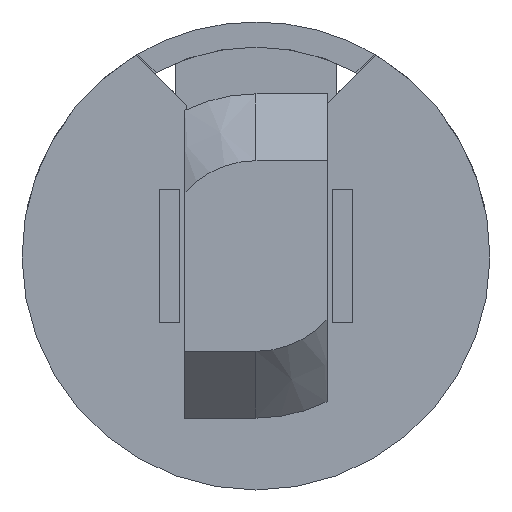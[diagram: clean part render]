
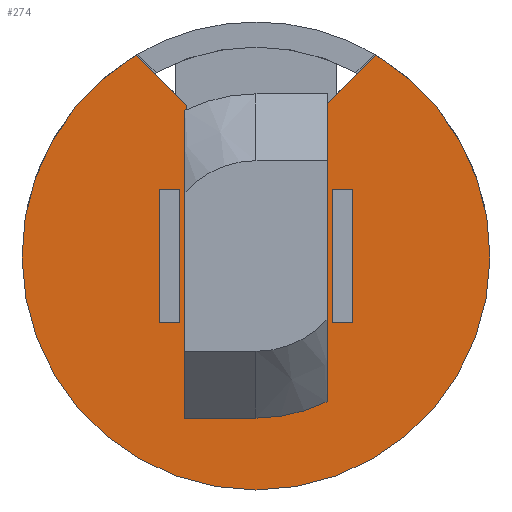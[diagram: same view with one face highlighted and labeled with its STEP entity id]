
A CAD part, left-side view. The second image highlights one B-rep face of the part: STEP entity #274.
In plain terms, the highlighted planar face has unit normal (-1, 0, 0).
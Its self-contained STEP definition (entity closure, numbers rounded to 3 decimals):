
#274=ADVANCED_FACE('NONE',(#636,#637,#638),#639,.F.);
#636=FACE_OUTER_BOUND('',#1088,.T.);
#637=FACE_BOUND('',#1089,.T.);
#638=FACE_BOUND('',#1090,.T.);
#639=PLANE('',#1091);
#1088=EDGE_LOOP('',(#1886,#1887,#1888,#1889,#1890,#1891,#1892,#1893));
#1089=EDGE_LOOP('',(#1894,#1895,#1896,#1897));
#1090=EDGE_LOOP('',(#1898,#1899,#1900,#1901));
#1091=AXIS2_PLACEMENT_3D('',#1902,#1903,#1904);
#1886=ORIENTED_EDGE('',*,*,#2870,.F.);
#1887=ORIENTED_EDGE('',*,*,#2963,.F.);
#1888=ORIENTED_EDGE('',*,*,#2845,.F.);
#1889=ORIENTED_EDGE('',*,*,#3016,.F.);
#1890=ORIENTED_EDGE('',*,*,#2859,.F.);
#1891=ORIENTED_EDGE('',*,*,#2852,.F.);
#1892=ORIENTED_EDGE('',*,*,#3012,.F.);
#1893=ORIENTED_EDGE('',*,*,#2968,.F.);
#1894=ORIENTED_EDGE('',*,*,#2991,.F.);
#1895=ORIENTED_EDGE('',*,*,#2988,.F.);
#1896=ORIENTED_EDGE('',*,*,#2985,.F.);
#1897=ORIENTED_EDGE('',*,*,#2994,.F.);
#1898=ORIENTED_EDGE('',*,*,#2979,.F.);
#1899=ORIENTED_EDGE('',*,*,#2976,.F.);
#1900=ORIENTED_EDGE('',*,*,#2973,.F.);
#1901=ORIENTED_EDGE('',*,*,#2982,.F.);
#1902=CARTESIAN_POINT('',(0.0,0.,0.365));
#1903=DIRECTION('',(1.0,0.,0.));
#1904=DIRECTION('',(0.0,1.0,0.));
#2845=EDGE_CURVE('NONE',#3462,#3464,#3465,.T.);
#2852=EDGE_CURVE('NONE',#3475,#3477,#3478,.T.);
#2859=EDGE_CURVE('NONE',#3477,#3488,#3489,.T.);
#2870=EDGE_CURVE('NONE',#3505,#3506,#3507,.T.);
#2963=EDGE_CURVE('NONE',#3464,#3505,#3642,.T.);
#2968=EDGE_CURVE('NONE',#3506,#3648,#3649,.T.);
#2973=EDGE_CURVE('NONE',#3654,#3656,#3657,.T.);
#2976=EDGE_CURVE('NONE',#3656,#3660,#3661,.T.);
#2979=EDGE_CURVE('NONE',#3660,#3664,#3665,.T.);
#2982=EDGE_CURVE('NONE',#3664,#3654,#3668,.T.);
#2985=EDGE_CURVE('NONE',#3670,#3672,#3673,.T.);
#2988=EDGE_CURVE('NONE',#3672,#3676,#3677,.T.);
#2991=EDGE_CURVE('NONE',#3676,#3680,#3681,.T.);
#2994=EDGE_CURVE('NONE',#3680,#3670,#3684,.T.);
#3012=EDGE_CURVE('NONE',#3648,#3475,#3707,.T.);
#3016=EDGE_CURVE('NONE',#3488,#3462,#3712,.T.);
#3462=VERTEX_POINT('NONE',#4324);
#3464=VERTEX_POINT('NONE',#4327);
#3465=LINE('',#4328,#4329);
#3475=VERTEX_POINT('NONE',#4343);
#3477=VERTEX_POINT('NONE',#4346);
#3478=LINE('',#4347,#4348);
#3488=VERTEX_POINT('NONE',#4363);
#3489=CIRCLE('',#4364,14.);
#3505=VERTEX_POINT('NONE',#4383);
#3506=VERTEX_POINT('NONE',#4384);
#3507=CIRCLE('',#4385,4.15);
#3642=LINE('',#4575,#4576);
#3648=VERTEX_POINT('NONE',#4585);
#3649=CIRCLE('',#4586,4.15);
#3654=VERTEX_POINT('NONE',#4592);
#3656=VERTEX_POINT('NONE',#4595);
#3657=LINE('',#4596,#4597);
#3660=VERTEX_POINT('NONE',#4601);
#3661=LINE('',#4602,#4603);
#3664=VERTEX_POINT('NONE',#4607);
#3665=LINE('',#4608,#4609);
#3668=LINE('',#4613,#4614);
#3670=VERTEX_POINT('NONE',#4616);
#3672=VERTEX_POINT('NONE',#4619);
#3673=LINE('',#4620,#4621);
#3676=VERTEX_POINT('NONE',#4625);
#3677=LINE('',#4626,#4627);
#3680=VERTEX_POINT('NONE',#4631);
#3681=LINE('',#4632,#4633);
#3684=LINE('',#4637,#4638);
#3707=LINE('',#4667,#4668);
#3712=CIRCLE('',#4675,14.);
#4324=CARTESIAN_POINT('',(0.,7.173,12.023));
#4327=CARTESIAN_POINT('',(0.,4.15,9.));
#4328=CARTESIAN_POINT('',(0.,7.173,12.023));
#4329=VECTOR('',#5410,1000.0);
#4343=CARTESIAN_POINT('',(0.,-4.15,9.));
#4346=CARTESIAN_POINT('',(0.,-7.173,12.023));
#4347=CARTESIAN_POINT('',(0.,-7.173,12.023));
#4348=VECTOR('',#5416,1000.0);
#4363=CARTESIAN_POINT('',(0.,0.,-14.));
#4364=AXIS2_PLACEMENT_3D('',#5422,#5423,#5424);
#4383=CARTESIAN_POINT('',(0.,4.15,0.));
#4384=CARTESIAN_POINT('',(0.,0.0,-4.15));
#4385=AXIS2_PLACEMENT_3D('',#5443,#5444,#5445);
#4575=CARTESIAN_POINT('',(0.,4.15,0.365));
#4576=VECTOR('',#5537,1000.0);
#4585=CARTESIAN_POINT('',(0.,-4.15,0.));
#4586=AXIS2_PLACEMENT_3D('',#5541,#5542,#5543);
#4592=CARTESIAN_POINT('',(0.,4.55,4.0));
#4595=CARTESIAN_POINT('',(0.,5.75,4.0));
#4596=CARTESIAN_POINT('',(0.,0.,4.0));
#4597=VECTOR('',#5549,1000.0);
#4601=CARTESIAN_POINT('',(0.,5.75,-4.));
#4602=CARTESIAN_POINT('',(0.,5.75,0.365));
#4603=VECTOR('',#5551,1000.0);
#4607=CARTESIAN_POINT('',(0.,4.55,-4.0));
#4608=CARTESIAN_POINT('',(0.,0.,-4.));
#4609=VECTOR('',#5553,1000.0);
#4613=CARTESIAN_POINT('',(0.,4.55,0.365));
#4614=VECTOR('',#5555,1000.0);
#4616=CARTESIAN_POINT('',(0.,-4.55,-4.));
#4619=CARTESIAN_POINT('',(0.,-5.75,-4.));
#4620=CARTESIAN_POINT('',(0.,0.,-4.));
#4621=VECTOR('',#5557,1000.0);
#4625=CARTESIAN_POINT('',(0.,-5.75,4.0));
#4626=CARTESIAN_POINT('',(0.,-5.75,0.365));
#4627=VECTOR('',#5559,1000.0);
#4631=CARTESIAN_POINT('',(0.,-4.55,4.0));
#4632=CARTESIAN_POINT('',(0.,0.,4.0));
#4633=VECTOR('',#5561,1000.0);
#4637=CARTESIAN_POINT('',(0.,-4.55,0.365));
#4638=VECTOR('',#5563,1000.0);
#4667=CARTESIAN_POINT('',(0.,-4.15,0.365));
#4668=VECTOR('',#5585,1000.0);
#4675=AXIS2_PLACEMENT_3D('',#5588,#5589,#5590);
#5410=DIRECTION('',(0.,-0.707,-0.707));
#5416=DIRECTION('',(0.0,-0.707,0.707));
#5422=CARTESIAN_POINT('',(0.,0.,0.));
#5423=DIRECTION('',(1.0,0.,0.));
#5424=DIRECTION('',(0.,0.,-1.0));
#5443=CARTESIAN_POINT('',(0.,0.0,0.));
#5444=DIRECTION('',(-1.0,0.0,0.));
#5445=DIRECTION('',(0.,0.,-1.0));
#5537=DIRECTION('',(0.,0.,-1.0));
#5541=CARTESIAN_POINT('',(0.,0.0,0.));
#5542=DIRECTION('',(-1.0,0.0,0.));
#5543=DIRECTION('',(0.,0.0,-1.0));
#5549=DIRECTION('',(0.,1.0,0.0));
#5551=DIRECTION('',(0.,0.,-1.0));
#5553=DIRECTION('',(0.,-1.0,0.0));
#5555=DIRECTION('',(0.,0.,1.0));
#5557=DIRECTION('',(0.,-1.0,0.0));
#5559=DIRECTION('',(0.,0.,1.0));
#5561=DIRECTION('',(0.,1.0,0.0));
#5563=DIRECTION('',(0.,0.,-1.0));
#5585=DIRECTION('',(0.,0.,1.0));
#5588=CARTESIAN_POINT('',(0.,0.,0.));
#5589=DIRECTION('',(1.0,0.,0.));
#5590=DIRECTION('',(0.,0.,-1.0));
